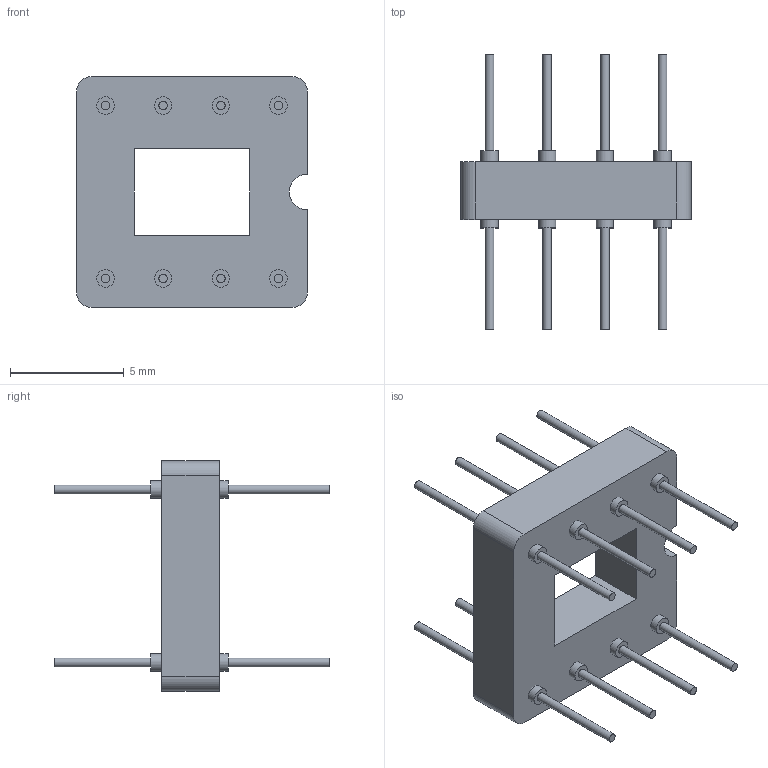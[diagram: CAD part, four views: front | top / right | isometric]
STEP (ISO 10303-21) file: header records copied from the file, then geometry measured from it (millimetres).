
FILE_DESCRIPTION(/* description */ ('STEP AP203'),/* implementation_level */ '2;1');
FILE_NAME(/* name */ 'APA-308-T-A1',/* time_stamp */ '2026-01-09T02:04:28+01:00',/* author */ ('License CC BY-ND 4.0'),/* organization */ ('CADENAS'),/* preprocessor_version */ 'ST-DEVELOPER v20',/* originating_system */ 'PARTsolutions',/* authorisation */ ' ');
FILE_SCHEMA (('CONFIG_CONTROL_DESIGN'));
Length unit declared in the file: inch
Products named in the file (3): APA-308-T-A1; APA-308_body; APA-308-A1_pins
Assembly tree (2 placements, depth 2):
  APA-308-T-A1
    APA-308_body
    APA-308-A1_pins
Bounding box: 10.16 x 12.12 x 10.16 mm (x, y, z)
Volume: 300.4 mm3; surface area: 690.7 mm2
Topology: 2 solids, 2 shells, 123 faces, 268 edges, 184 vertices
Faces by surface type: plane 77, cylinder 46
Full cylindrical faces by diameter (mm): 0.381 x16, 0.711 x8, 0.762 x16
Entity records: 3159 total; most frequent: DIRECTION 556, CARTESIAN_POINT 506, ORIENTED_EDGE 424, EDGE_LOOP 218, FACE_BOUND 218, AXIS2_PLACEMENT_3D 218, EDGE_CURVE 212, VERTEX_POINT 168
